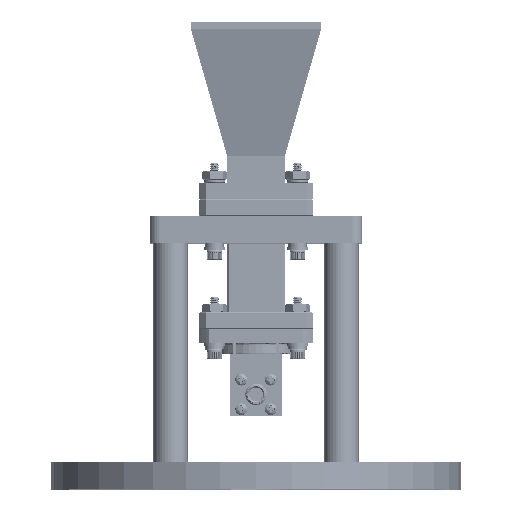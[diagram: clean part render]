
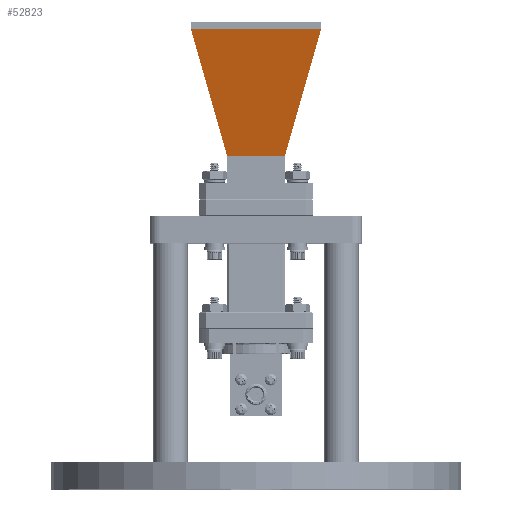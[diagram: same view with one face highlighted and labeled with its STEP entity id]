
A CAD part, top view. The second image highlights one B-rep face of the part: STEP entity #52823.
In plain terms, the highlighted face is planar.
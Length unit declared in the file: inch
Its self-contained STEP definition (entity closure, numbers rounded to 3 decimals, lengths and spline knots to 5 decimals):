
#1083 = ORIENTED_EDGE ( 'NONE', *, *, #8100, .F. ) ;
#5871 = VECTOR ( 'NONE', #48052, 39.37008 ) ;
#7676 = LINE ( 'NONE', #43584, #36671 ) ;
#8100 = EDGE_CURVE ( 'NONE', #40990, #66592, #7676, .T. ) ;
#10132 = DIRECTION ( 'NONE',  ( -0.235, 0., 0.972 ) ) ;
#11538 = EDGE_CURVE ( 'NONE', #40990, #29850, #24866, .T. ) ;
#12425 = PLANE ( 'NONE',  #19338 ) ;
#17353 = DIRECTION ( 'NONE',  ( 0.226, 0.267, -0.937 ) ) ;
#19338 = AXIS2_PLACEMENT_3D ( 'NONE', #22450, #43511, #10132 ) ;
#22450 = CARTESIAN_POINT ( 'NONE',  ( -0.38884, 0., 2.71477 ) ) ;
#22580 = ORIENTED_EDGE ( 'NONE', *, *, #25453, .T. ) ;
#23652 = CARTESIAN_POINT ( 'NONE',  ( -0.20624, 0., 1.95913 ) ) ;
#24866 = LINE ( 'NONE', #66363, #48838 ) ;
#25453 = EDGE_CURVE ( 'NONE', #31869, #66592, #44038, .T. ) ;
#29684 = EDGE_LOOP ( 'NONE', ( #22580, #1083, #42426, #35701 ) ) ;
#29850 = VERTEX_POINT ( 'NONE', #37137 ) ;
#31869 = VERTEX_POINT ( 'NONE', #47479 ) ;
#34888 = CARTESIAN_POINT ( 'NONE',  ( -0.55842, -0.74949, 3.41657 ) ) ;
#35701 = ORIENTED_EDGE ( 'NONE', *, *, #47980, .F. ) ;
#36671 = VECTOR ( 'NONE', #17353, 39.37008 ) ;
#37137 = CARTESIAN_POINT ( 'NONE',  ( -0.55842, 0.74949, 3.41657 ) ) ;
#40990 = VERTEX_POINT ( 'NONE', #34888 ) ;
#42418 = VECTOR ( 'NONE', #60620, 39.37008 ) ;
#42426 = ORIENTED_EDGE ( 'NONE', *, *, #11538, .T. ) ;
#43511 = DIRECTION ( 'NONE',  ( -0.972, 0., -0.235 ) ) ;
#43584 = CARTESIAN_POINT ( 'NONE',  ( -0.55842, -0.74949, 3.41657 ) ) ;
#44038 = LINE ( 'NONE', #23652, #42418 ) ;
#45609 = DIRECTION ( 'NONE',  ( 0., 1., 0. ) ) ;
#47367 = CARTESIAN_POINT ( 'NONE',  ( -0.20624, 0.33412, 1.95913 ) ) ;
#47479 = CARTESIAN_POINT ( 'NONE',  ( -0.20624, 0.33412, 1.95913 ) ) ;
#47980 = EDGE_CURVE ( 'NONE', #31869, #29850, #52891, .T. ) ;
#48052 = DIRECTION ( 'NONE',  ( -0.226, 0.267, 0.937 ) ) ;
#48688 = FACE_OUTER_BOUND ( 'NONE', #29684, .T. ) ;
#48838 = VECTOR ( 'NONE', #45609, 39.37008 ) ;
#52823 = ADVANCED_FACE ( 'NONE', ( #48688 ), #12425, .T. ) ;
#52891 = LINE ( 'NONE', #47367, #5871 ) ;
#59262 = CARTESIAN_POINT ( 'NONE',  ( -0.20624, -0.33412, 1.95913 ) ) ;
#60620 = DIRECTION ( 'NONE',  ( 0., -1., 0. ) ) ;
#66363 = CARTESIAN_POINT ( 'NONE',  ( -0.55842, 0., 3.41657 ) ) ;
#66592 = VERTEX_POINT ( 'NONE', #59262 ) ;
